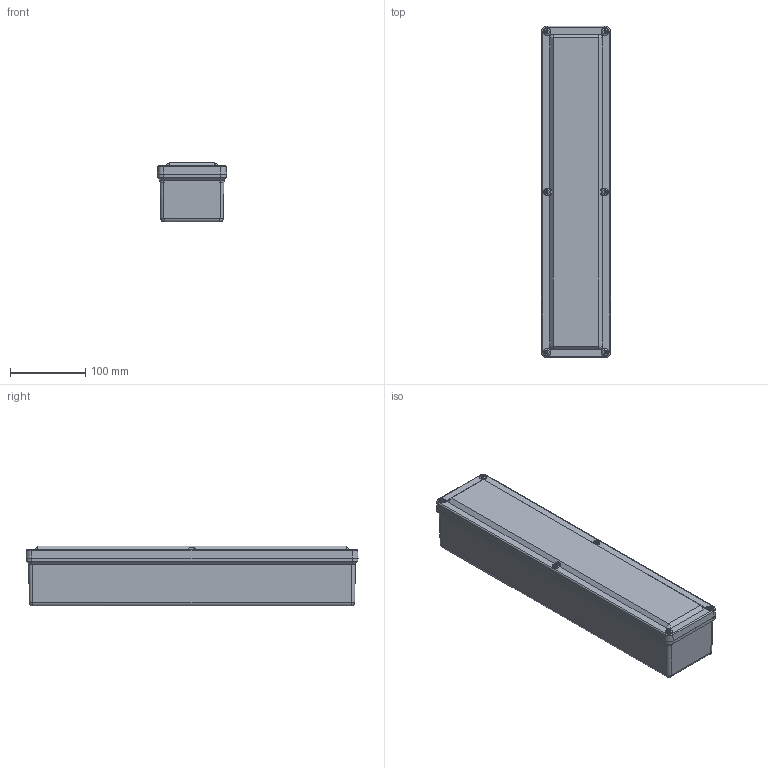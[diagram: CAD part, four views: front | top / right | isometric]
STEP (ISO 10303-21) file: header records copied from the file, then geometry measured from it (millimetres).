
FILE_DESCRIPTION(/* description */ (''),/* implementation_level */ '2;1');
FILE_NAME(/* name */ 'HW-N4X1732.stp',/* time_stamp */ '2014-03-12T09:01:28-05:00',/* author */ ('tburkle'),/* organization */ (''),/* preprocessor_version */ 'ST-DEVELOPER v15.2',/* originating_system */ 'Autodesk Inventor 2014',/* authorisation */ '');
FILE_SCHEMA (('AUTOMOTIVE_DESIGN { 1 0 10303 214 3 1 1 }'));
Length unit declared in the file: inch
Products named in the file (7): WPCF1732 BOX; 10-24 X 0.4375 DP BRASS INSERT; WPCF1732 CVR; WPCF1732 GASKET; WPN1732U; 10-24x0.75 DP combo screw; CF1732_STP
Bounding box: 92.08 x 440.6 x 79.38 mm (x, y, z)
Volume: 573953.7 mm3; surface area: 339856.7 mm2
Topology: 15 solids, 15 shells, 503 faces, 1278 edges, 820 vertices
Faces by surface type: plane 225, cylinder 148, torus 56, cone 50, bspline 24
Full cylindrical faces by diameter (mm): 3.683 x6, 4.496 x6, 4.826 x6, 5.5 x2, 5.537 x6, 5.556 x8, 9.423 x6, 9.525 x6
Entity records: 12465 total; most frequent: CARTESIAN_POINT 3528, DIRECTION 1972, ORIENTED_EDGE 1744, EDGE_CURVE 872, AXIS2_PLACEMENT_3D 804, VERTEX_POINT 578, EDGE_LOOP 426, CIRCLE 390
